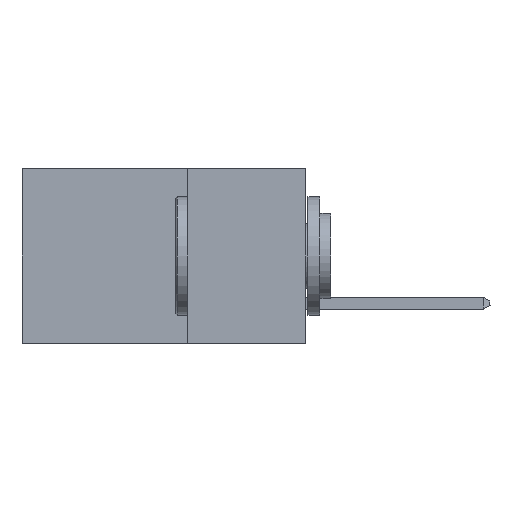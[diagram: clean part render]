
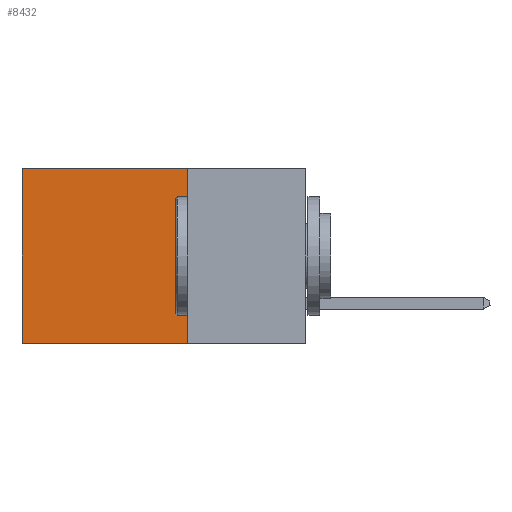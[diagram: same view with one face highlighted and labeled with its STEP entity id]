
A CAD part, left-side view. The second image highlights one B-rep face of the part: STEP entity #8432.
In plain terms, the highlighted planar face has unit normal (-1, 0, 0).
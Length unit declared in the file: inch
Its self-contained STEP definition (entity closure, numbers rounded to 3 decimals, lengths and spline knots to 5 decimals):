
#1399 = DIRECTION ( 'NONE',  ( 0., 1., 0. ) ) ;
#2069 = FACE_OUTER_BOUND ( 'NONE', #13365, .T. ) ;
#2407 = ORIENTED_EDGE ( 'NONE', *, *, #10186, .F. ) ;
#2503 = CARTESIAN_POINT ( 'NONE',  ( 0.298, 0.25, 0. ) ) ;
#3046 = EDGE_CURVE ( 'NONE', #18706, #19965, #21215, .T. ) ;
#3627 = CARTESIAN_POINT ( 'NONE',  ( 0.298, 0.6, -0.37 ) ) ;
#6234 = VERTEX_POINT ( 'NONE', #3627 ) ;
#6315 = PLANE ( 'NONE',  #15724 ) ;
#7299 = EDGE_CURVE ( 'NONE', #18706, #15301, #22402, .T. ) ;
#7523 = ORIENTED_EDGE ( 'NONE', *, *, #7299, .T. ) ;
#8350 = LINE ( 'NONE', #22434, #14580 ) ;
#8432 = ADVANCED_FACE ( 'NONE', ( #2069 ), #6315, .F. ) ;
#10186 = EDGE_CURVE ( 'NONE', #19965, #6234, #19345, .T. ) ;
#11713 = DIRECTION ( 'NONE',  ( 1., 0., 0. ) ) ;
#11771 = DIRECTION ( 'NONE',  ( 0., 0., -1. ) ) ;
#12199 = ORIENTED_EDGE ( 'NONE', *, *, #14569, .T. ) ;
#13324 = DIRECTION ( 'NONE',  ( 0., 0., -1. ) ) ;
#13365 = EDGE_LOOP ( 'NONE', ( #12199, #2407, #15569, #7523 ) ) ;
#13818 = DIRECTION ( 'NONE',  ( 0., 0., -1. ) ) ;
#13920 = CARTESIAN_POINT ( 'NONE',  ( 0.298, 0.25, -0.37 ) ) ;
#14058 = VECTOR ( 'NONE', #11771, 39.37008 ) ;
#14569 = EDGE_CURVE ( 'NONE', #15301, #6234, #8350, .T. ) ;
#14580 = VECTOR ( 'NONE', #13818, 39.37008 ) ;
#14671 = VECTOR ( 'NONE', #1399, 39.37008 ) ;
#15071 = CARTESIAN_POINT ( 'NONE',  ( 0.298, 0.25, 0. ) ) ;
#15301 = VERTEX_POINT ( 'NONE', #15500 ) ;
#15500 = CARTESIAN_POINT ( 'NONE',  ( 0.298, 0.6, 0. ) ) ;
#15569 = ORIENTED_EDGE ( 'NONE', *, *, #3046, .F. ) ;
#15724 = AXIS2_PLACEMENT_3D ( 'NONE', #15071, #11713, #13324 ) ;
#17138 = CARTESIAN_POINT ( 'NONE',  ( 0.298, 0.25, 0. ) ) ;
#17584 = CARTESIAN_POINT ( 'NONE',  ( 0.298, 0.25, -0.37 ) ) ;
#18706 = VERTEX_POINT ( 'NONE', #19074 ) ;
#18800 = VECTOR ( 'NONE', #20902, 39.37008 ) ;
#19074 = CARTESIAN_POINT ( 'NONE',  ( 0.298, 0.25, 0. ) ) ;
#19345 = LINE ( 'NONE', #17584, #18800 ) ;
#19965 = VERTEX_POINT ( 'NONE', #13920 ) ;
#20902 = DIRECTION ( 'NONE',  ( 0., 1., 0. ) ) ;
#21215 = LINE ( 'NONE', #2503, #14058 ) ;
#22402 = LINE ( 'NONE', #17138, #14671 ) ;
#22434 = CARTESIAN_POINT ( 'NONE',  ( 0.298, 0.6, 0. ) ) ;
